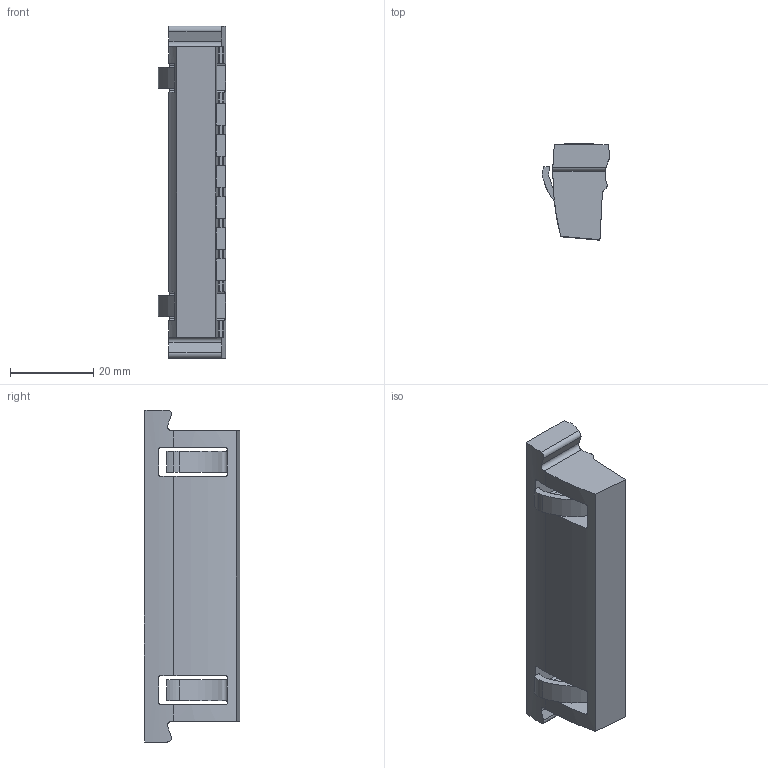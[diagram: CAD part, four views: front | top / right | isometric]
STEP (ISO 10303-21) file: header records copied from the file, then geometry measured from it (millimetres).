
FILE_DESCRIPTION (( 'STEP AP214' ), '1' );
FILE_NAME ('A19_FLEX1-018-P4-V1.STEP', '2024-07-02T12:19:47', ( '' ), ( '' ), 'SwSTEP 2.0', 'SolidWorks 2019', '' );
FILE_SCHEMA (( 'AUTOMOTIVE_DESIGN' ));
Length unit declared in the file: millimetre
Products named in the file (1): A19_FLEX1-018-P4-V1
Bounding box: 16.17 x 23.09 x 80 mm (x, y, z)
Volume: 12507.8 mm3; surface area: 9136.2 mm2
Topology: 1 solids, 1 shells, 636 faces, 1771 edges, 1178 vertices
Faces by surface type: plane 382, bspline 166, cylinder 83, cone 5
Entity records: 30128 total; most frequent: CARTESIAN_POINT 15523, ORIENTED_EDGE 3542, DIRECTION 2161, EDGE_CURVE 1771, VERTEX_POINT 1178, VECTOR 1043, LINE 1043, EDGE_LOOP 681
